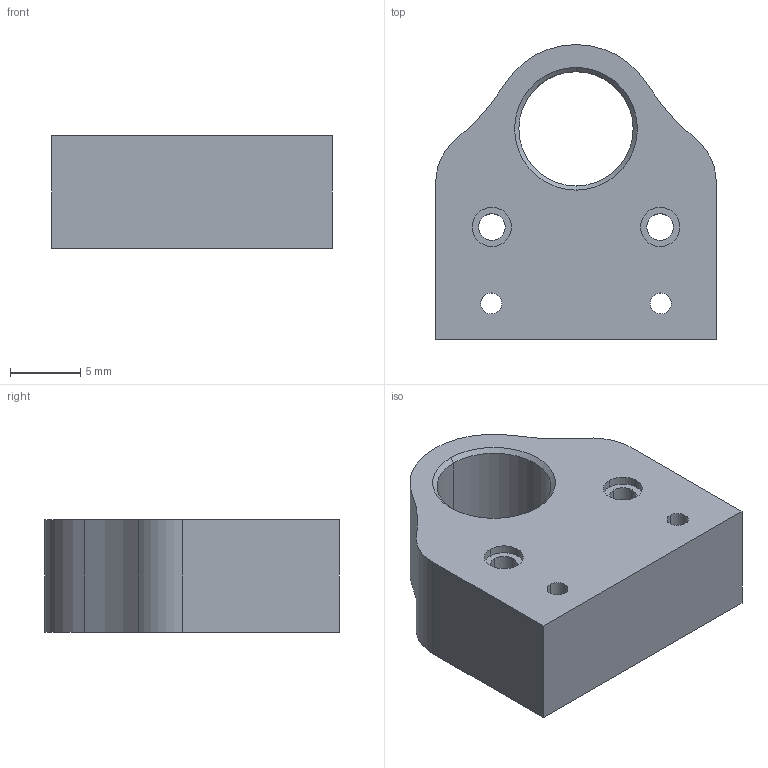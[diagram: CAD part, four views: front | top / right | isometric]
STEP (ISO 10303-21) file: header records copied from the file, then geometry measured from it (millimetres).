
FILE_DESCRIPTION (( 'STEP AP214' ), '1' );
FILE_NAME ('7.舵机固定（上）.STEP', '2025-11-13T16:26:36', ( '' ), ( '' ), 'SwSTEP 2.0', 'SolidWorks 2025', '' );
FILE_SCHEMA (( 'AUTOMOTIVE_DESIGN' ));
Length unit declared in the file: millimetre
Products named in the file (1): 7.舵机固定（上）
Bounding box: 20 x 21 x 8 mm (x, y, z)
Volume: 2337 mm3; surface area: 1535.9 mm2
Topology: 1 solids, 1 shells, 36 faces, 86 edges, 56 vertices
Faces by surface type: cylinder 23, plane 9, cone 4
Entity records: 1111 total; most frequent: DIRECTION 210, CARTESIAN_POINT 179, ORIENTED_EDGE 172, AXIS2_PLACEMENT_3D 87, EDGE_CURVE 86, VERTEX_POINT 56, EDGE_LOOP 50, CIRCLE 50
